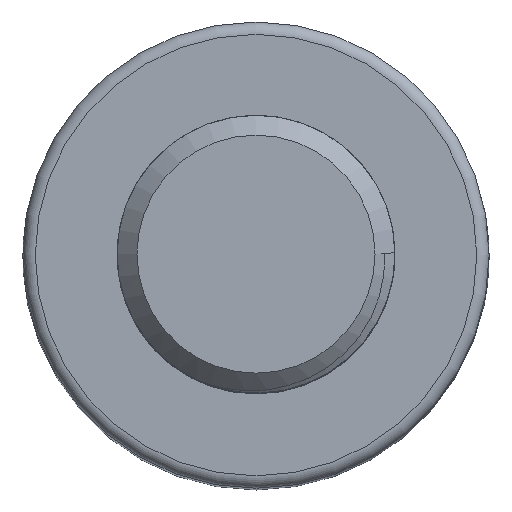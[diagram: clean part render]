
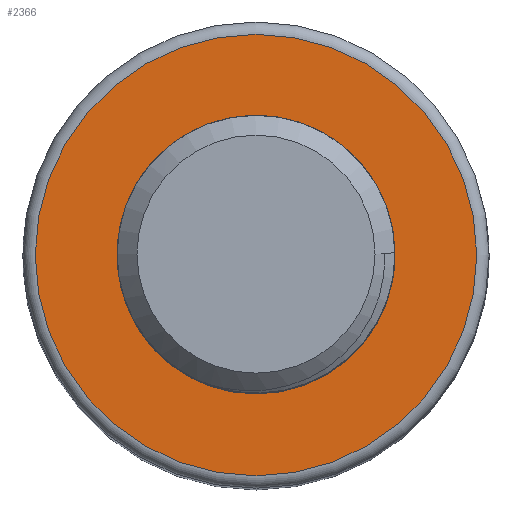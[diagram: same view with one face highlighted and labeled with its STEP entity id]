
A CAD part, top view. The second image highlights one B-rep face of the part: STEP entity #2366.
In plain terms, the highlighted planar face has unit normal (0, 0, 1).
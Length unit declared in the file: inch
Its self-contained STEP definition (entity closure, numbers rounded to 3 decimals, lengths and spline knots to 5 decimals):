
#502 = AXIS2_PLACEMENT_3D ( 'NONE', #1430, #1416, #1415 ) ;
#516 = AXIS2_PLACEMENT_3D ( 'NONE', #815, #813, #812 ) ;
#536 = AXIS2_PLACEMENT_3D ( 'NONE', #2290, #2288, #2287 ) ;
#681 = EDGE_LOOP ( 'NONE', ( #2416 ) ) ;
#691 = EDGE_LOOP ( 'NONE', ( #2415 ) ) ;
#812 = DIRECTION ( 'NONE',  ( -1., 0., 0. ) ) ;
#813 = DIRECTION ( 'NONE',  ( 0., 0., -1. ) ) ;
#814 = PLANE ( 'NONE',  #516 ) ;
#815 = CARTESIAN_POINT ( 'NONE',  ( 0., 0.089, 0.42 ) ) ;
#1415 = DIRECTION ( 'NONE',  ( 1., 0., 0. ) ) ;
#1416 = DIRECTION ( 'NONE',  ( 0., 0., 1. ) ) ;
#1430 = CARTESIAN_POINT ( 'NONE',  ( 0., 0., 0.42 ) ) ;
#2189 = EDGE_CURVE ( 'NONE', #2221, #2221, #3165, .T. ) ;
#2218 = CARTESIAN_POINT ( 'NONE',  ( 0.056, 0., 0.42 ) ) ;
#2219 = VERTEX_POINT ( 'NONE', #2218 ) ;
#2220 = CARTESIAN_POINT ( 'NONE',  ( 0.089, 0., 0.42 ) ) ;
#2221 = VERTEX_POINT ( 'NONE', #2220 ) ;
#2287 = DIRECTION ( 'NONE',  ( 1., 0., 0. ) ) ;
#2288 = DIRECTION ( 'NONE',  ( 0., 0., 1. ) ) ;
#2290 = CARTESIAN_POINT ( 'NONE',  ( 0., 0., 0.42 ) ) ;
#2366 = ADVANCED_FACE ( 'NONE', ( #3231, #3209 ), #814, .F. ) ;
#2415 = ORIENTED_EDGE ( 'NONE', *, *, #2189, .T. ) ;
#2416 = ORIENTED_EDGE ( 'NONE', *, *, #3507, .F. ) ;
#3165 = CIRCLE ( 'NONE', #502, 0.089 ) ;
#3209 = FACE_OUTER_BOUND ( 'NONE', #691, .T. ) ;
#3231 = FACE_BOUND ( 'NONE', #681, .T. ) ;
#3283 = CIRCLE ( 'NONE', #536, 0.056 ) ;
#3507 = EDGE_CURVE ( 'NONE', #2219, #2219, #3283, .T. ) ;
